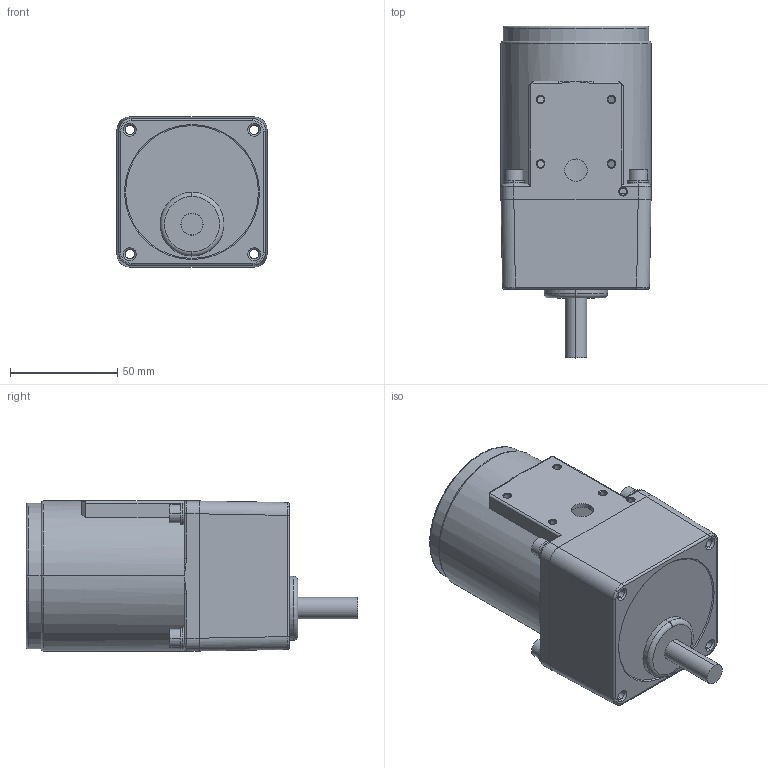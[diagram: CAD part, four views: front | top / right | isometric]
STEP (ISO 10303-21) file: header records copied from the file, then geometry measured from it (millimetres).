
FILE_DESCRIPTION (( 'STEP AP203' ), '1' );
FILE_NAME ('3IK15GN-C+眊极.STEP', '2022-08-25T03:01:25', ( '' ), ( 'Microsoft' ), 'SwSTEP 2.0', 'SolidWorks 2020', '' );
FILE_SCHEMA (( 'CONFIG_CONTROL_DESIGN' ));
Length unit declared in the file: millimetre
Products named in the file (1): 3IK15GN-C+眊极
Bounding box: 70 x 154.8 x 70 mm (x, y, z)
Surface area: 50137.8 mm2 (no closed solid volume)
Topology: 0 solids, 15 shells, 233 faces, 624 edges, 404 vertices
Faces by surface type: cylinder 104, plane 65, cone 32, bspline 16, torus 16
Entity records: 7979 total; most frequent: CARTESIAN_POINT 2152, DIRECTION 1286, ORIENTED_EDGE 1066, EDGE_CURVE 616, AXIS2_PLACEMENT_3D 518, VERTEX_POINT 404, CIRCLE 300, EDGE_LOOP 277
